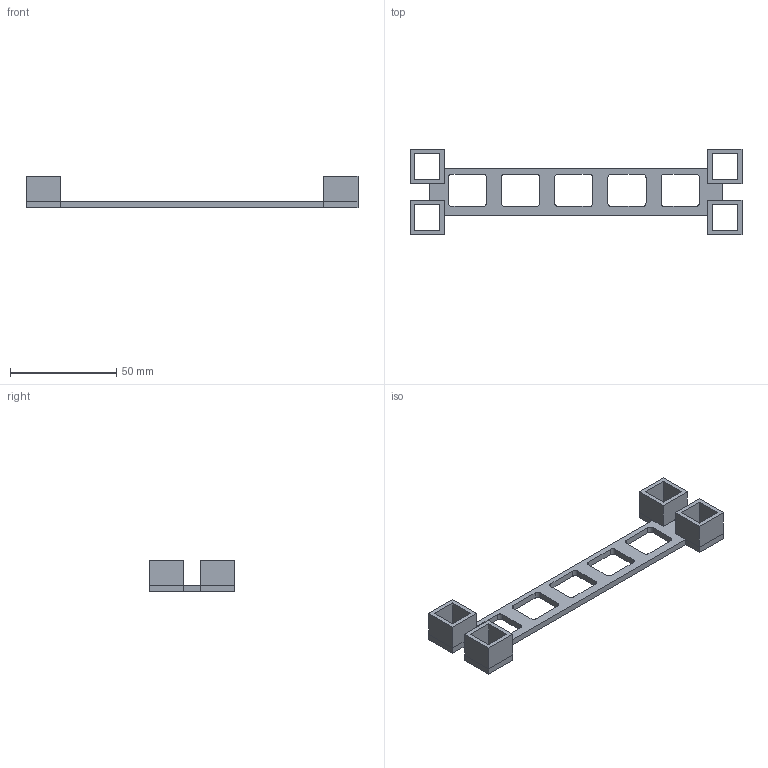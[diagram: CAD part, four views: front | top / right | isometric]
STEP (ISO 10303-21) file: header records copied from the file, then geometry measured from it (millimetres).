
FILE_DESCRIPTION(('FreeCAD Model'),'2;1');
FILE_NAME('Open CASCADE Shape Model','2022-07-19T15:55:28',('Author'),( ''),'Open CASCADE STEP processor 7.5','FreeCAD','Unknown');
FILE_SCHEMA(('AUTOMOTIVE_DESIGN { 1 0 10303 214 1 1 1 1 }'));
Length unit declared in the file: millimetre
Products named in the file (1): 5_baro_bonding_holder
Bounding box: 156 x 40 x 15 mm (x, y, z)
Volume: 11196 mm3; surface area: 12173.2 mm2
Topology: 1 solids, 1 shells, 114 faces, 300 edges, 188 vertices
Faces by surface type: plane 94, cylinder 20
Entity records: 7514 total; most frequent: CARTESIAN_POINT 1443, DIRECTION 1130, LINE 820, VECTOR 820, ORIENTED_EDGE 600, PCURVE 600, DEFINITIONAL_REPRESENTATION 600, EDGE_CURVE 300
